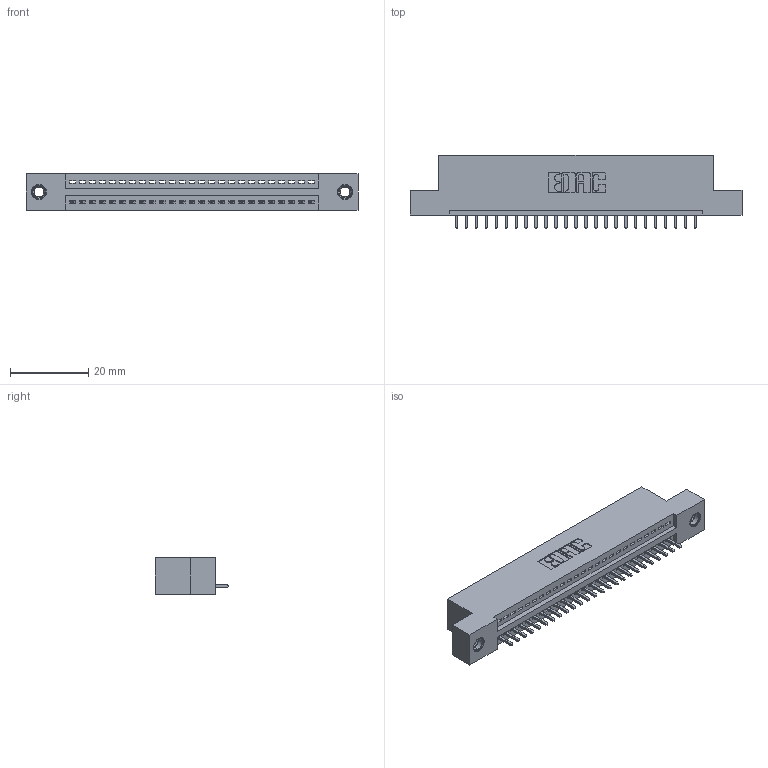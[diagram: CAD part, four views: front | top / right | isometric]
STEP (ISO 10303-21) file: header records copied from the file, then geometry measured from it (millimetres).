
FILE_DESCRIPTION (( 'STEP AP203' ), '1' );
FILE_NAME ('395-025-521-107.STEP', '2018-11-09T10:29:00', ( '' ), ( '' ), 'SwSTEP 2.0', 'SolidWorks 2016', '' );
FILE_SCHEMA (( 'CONFIG_CONTROL_DESIGN' ));
Length unit declared in the file: inch
Products named in the file (4): 345-292-001_345-293-121; 395-025-521-107; 345-250-001_345-250-005-103; 345 Part_Flush Mounting Lugs - 0.156 Dia-TI
Assembly tree (28 placements, depth 2):
  395-025-521-107
    345 Part_Flush Mounting Lugs - 0.156 Dia-TI
    345-292-001_345-293-121  x25
    345-250-001_345-250-005-103  x2
Bounding box: 84.71 x 18.72 x 9.4 mm (x, y, z)
Volume: 7821.8 mm3; surface area: 9917.9 mm2
Topology: 28 solids, 28 shells, 1636 faces, 4877 edges, 3210 vertices
Faces by surface type: plane 1112, cylinder 508, cone 12, torus 4
Entity records: 22308 total; most frequent: CARTESIAN_POINT 3846, ORIENTED_EDGE 3798, DIRECTION 3411, EDGE_CURVE 1899, LINE 1647, VECTOR 1647, VERTEX_POINT 1260, AXIS2_PLACEMENT_3D 882
